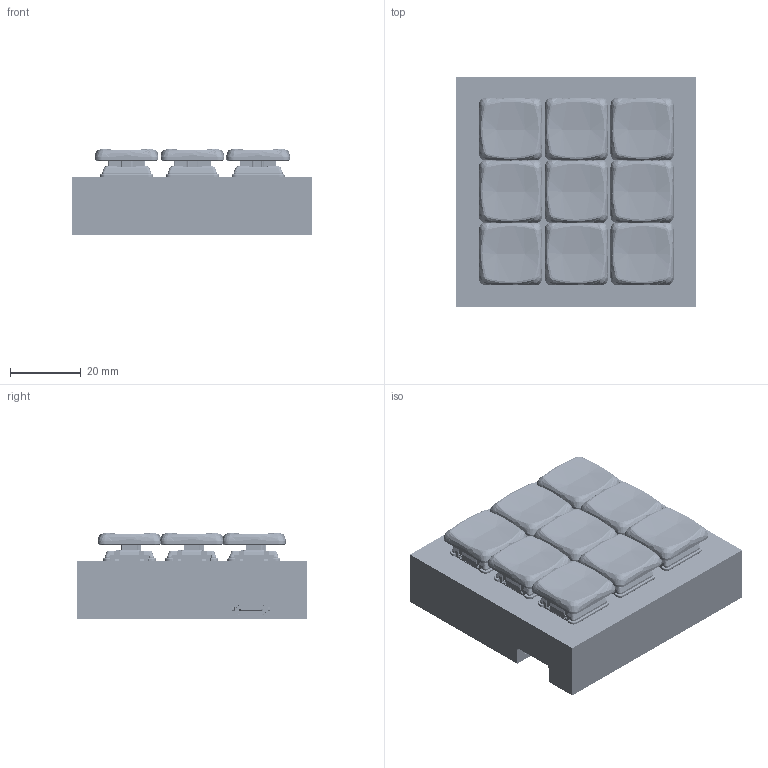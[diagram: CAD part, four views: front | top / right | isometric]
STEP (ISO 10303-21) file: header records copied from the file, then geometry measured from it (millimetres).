
FILE_DESCRIPTION(/* description */ ('STEP AP242','CAx-IF Rec.Pracs.---Representation and Presentation of Product Manufacturing Information (PMI)---4.0---2014-10-13','CAx-IF Rec.Pracs.---3D Tessellated Geometry---0.4---2014-09-14','2;1'),/* implementation_level */ '2;1');
FILE_NAME(/* name */ '688c21d2d7934f03e7ec458a',/* time_stamp */ '2025-08-01T02:09:25Z',/* author */ (''),/* organization */ (''),/* preprocessor_version */ 'ST-DEVELOPER v20',/* originating_system */ 'ONSHAPE BY PTC INC, 1.201',/* authorisation */ ' ');
FILE_SCHEMA (('AP242_MANAGED_MODEL_BASED_3D_ENGINEERING_MIM_LF { 1 0 10303 442 1 1 4 }'));
Products named in the file (155): Hackpad; Pads; WS2812 LED Chip; PCB Strip; SMD; Base; LED_0603_1608Metric_ON v1; nice!nano v1.0; USB_C_Receptacle_16P_TopMnt_Horizontal_GCT_USB4105-xx-A; USB_C_Receptacle_16P_TopMnt_Horizontal_GCT_USB4105-xx-A024; Pin4; USB_C_Receptacle_16P_TopMnt_Horizontal_GCT_USB4105-xx-A002; USB_C_Receptacle_16P_TopMnt_Horizontal_GCT_USB4105-xx-A026; USB_C_Receptacle_16P_TopMnt_Horizontal_GCT_USB4105-xx-A022; Pin2; Pin6; Resistor_0603_1608Metric v1_3; USB_C_Receptacle_16P_TopMnt_Horizontal_GCT_USB4105-xx-A004; Pin9; USB_C_Receptacle_16P_TopMnt_Horizontal_GCT_USB4105-xx-A021; Body; Pin7; Resistor_0603_1608Metric v1_2; USB_C_Receptacle_16P_TopMnt_Horizontal_GCT_USB4105-xx-A005; Pin10; LED_0603_1608Metric_ON v1(Mirror); USB_C_Receptacle_16P_TopMnt_Horizontal_GCT_USB4105-xx-A007; Pin11; Crystal Oscillator v3; USB_C_Receptacle_16P_TopMnt_Horizontal_GCT_USB4105-xx-A017; Pin14; Resistor_0603_1608Metric v1; USB_C_Receptacle_16P_TopMnt_Horizontal_GCT_USB4105-xx-A019; Pin16; USB_C_Receptacle_16P_TopMnt_Horizontal_GCT_USB4105-xx-A023; Pin5; USB_C_Receptacle_16P_TopMnt_Horizontal_GCT_USB4105-xx-A001; USB_C_Receptacle_16P_TopMnt_Horizontal_GCT_USB4105-xx-A025; Pin3; USB_C_Receptacle_16P_TopMnt_Horizontal_GCT_USB4105-xx-A003 ...
Assembly tree (658 placements, depth 4):
  Hackpad
    Pads  x28
    WS2812 LED Chip  x28
    Pads  x28
    Pads  x28
    WS2812 LED Chip  x28
    Pads  x28
    Pads  x28
    WS2812 LED Chip  x28
    PCB Strip  x28
    Pads  x28
    SMD  x28
    WS2812 LED Chip  x28
    SMD  x28
    WS2812 LED Chip  x28
    SMD  x28
    WS2812 LED Chip  x28
    Base
    LED_0603_1608Metric_ON v1
    nice!nano v1.0
    USB_C_Receptacle_16P_TopMnt_Horizontal_GCT_USB4105-xx-A
    nice!nano v1.0
    USB_C_Receptacle_16P_TopMnt_Horizontal_GCT_USB4105-xx-A024
    Pin4
    nice!nano v1.0
    nice!nano v1.0
    nice!nano v1.0
    nice!nano v1.0
    USB_C_Receptacle_16P_TopMnt_Horizontal_GCT_USB4105-xx-A002
    nice!nano v1.0
    nice!nano v1.0
    USB_C_Receptacle_16P_TopMnt_Horizontal_GCT_USB4105-xx-A026
    USB_C_Receptacle_16P_TopMnt_Horizontal_GCT_USB4105-xx-A022
    Pin2
    Pin6
    Resistor_0603_1608Metric v1_3
    nice!nano v1.0
    nice!nano v1.0
    nice!nano v1.0
    nice!nano v1.0
    nice!nano v1.0
    nice!nano v1.0
    USB_C_Receptacle_16P_TopMnt_Horizontal_GCT_USB4105-xx-A004
    nice!nano v1.0
    nice!nano v1.0
    Pin9
    USB_C_Receptacle_16P_TopMnt_Horizontal_GCT_USB4105-xx-A021
    Body
    Pin7
    Resistor_0603_1608Metric v1_2
    nice!nano v1.0
    nice!nano v1.0
    nice!nano v1.0
    nice!nano v1.0
    nice!nano v1.0
    nice!nano v1.0
    nice!nano v1.0
    nice!nano v1.0
    USB_C_Receptacle_16P_TopMnt_Horizontal_GCT_USB4105-xx-A005
    nice!nano v1.0
Bounding box: 67.9 x 64.9 x 24.32 mm (x, y, z)
Volume: 42327.6 mm3; surface area: 63702.2 mm2
Topology: 648 solids, 648 shells, 13527 faces, 33576 edges, 21612 vertices
Faces by surface type: plane 8518, cylinder 3416, bspline 706, sphere 417, torus 250, cone 220
Full cylindrical faces by diameter (mm): 0.107 x4, 0.25 x28, 0.375 x4, 0.4 x1, 0.8 x28, 1.4 x6, 1.6 x50, 4 x56
Entity records: 79699 total; most frequent: CARTESIAN_POINT 16365, DIRECTION 12242, ORIENTED_EDGE 11040, EDGE_CURVE 5520, AXIS2_PLACEMENT_3D 4081, LINE 4080, VECTOR 4080, VERTEX_POINT 3661
